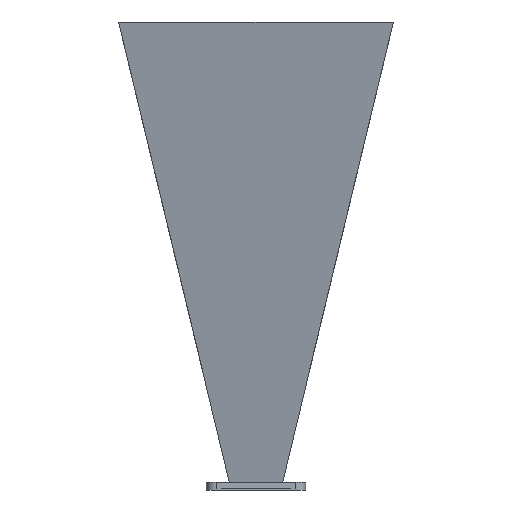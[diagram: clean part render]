
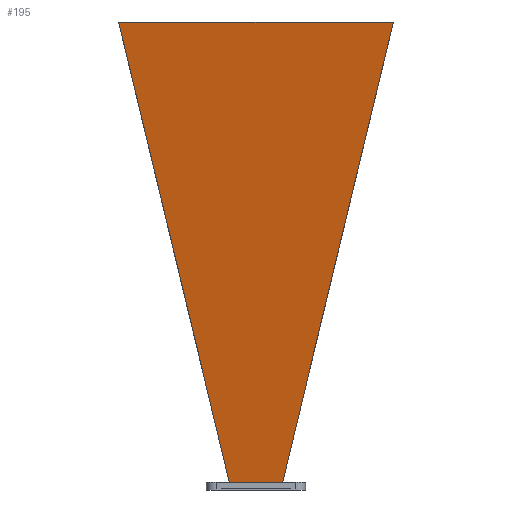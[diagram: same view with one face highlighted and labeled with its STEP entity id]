
A CAD part, front view. The second image highlights one B-rep face of the part: STEP entity #195.
In plain terms, the highlighted planar face has unit normal (0, -0.983, -0.183).
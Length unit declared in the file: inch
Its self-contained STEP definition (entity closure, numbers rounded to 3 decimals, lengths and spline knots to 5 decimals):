
#9 = CARTESIAN_POINT ( 'NONE',  ( 4.41484, -3.20833, 15.041 ) ) ;
#148 = EDGE_CURVE ( 'NONE', #1173, #1365, #725, .T. ) ;
#195 = ADVANCED_FACE ( 'NONE', ( #276 ), #1812, .F. ) ;
#233 = VERTEX_POINT ( 'NONE', #1924 ) ;
#276 = FACE_OUTER_BOUND ( 'NONE', #447, .T. ) ;
#320 = CARTESIAN_POINT ( 'NONE',  ( -0.857, -0.462, 0.25 ) ) ;
#447 = EDGE_LOOP ( 'NONE', ( #1960, #876, #2076, #2160 ) ) ;
#487 = DIRECTION ( 'NONE',  ( 0., 0.983, 0.183 ) ) ;
#527 = CARTESIAN_POINT ( 'NONE',  ( 0., -0.40173, -0.07459 ) ) ;
#554 = VERTEX_POINT ( 'NONE', #9 ) ;
#584 = CARTESIAN_POINT ( 'NONE',  ( -0.28567, -0.462, 0.25 ) ) ;
#725 = LINE ( 'NONE', #320, #2706 ) ;
#826 = CARTESIAN_POINT ( 'NONE',  ( -4.417, -3.20833, 15.041 ) ) ;
#876 = ORIENTED_EDGE ( 'NONE', *, *, #1897, .F. ) ;
#961 = CARTESIAN_POINT ( 'NONE',  ( 0.857, -0.462, 0.25 ) ) ;
#1099 = EDGE_CURVE ( 'NONE', #233, #1173, #2697, .T. ) ;
#1135 = DIRECTION ( 'NONE',  ( 0., 0.183, -0.983 ) ) ;
#1173 = VERTEX_POINT ( 'NONE', #2489 ) ;
#1210 = LINE ( 'NONE', #826, #2243 ) ;
#1237 = EDGE_CURVE ( 'NONE', #233, #554, #2632, .T. ) ;
#1365 = VERTEX_POINT ( 'NONE', #2466 ) ;
#1407 = DIRECTION ( 'NONE',  ( 1., 0., 0. ) ) ;
#1482 = AXIS2_PLACEMENT_3D ( 'NONE', #527, #487, #1135 ) ;
#1545 = DIRECTION ( 'NONE',  ( 0.23, -0.178, 0.957 ) ) ;
#1812 = PLANE ( 'NONE',  #1482 ) ;
#1897 = EDGE_CURVE ( 'NONE', #1365, #554, #1210, .T. ) ;
#1924 = CARTESIAN_POINT ( 'NONE',  ( 0.857, -0.462, 0.25 ) ) ;
#1960 = ORIENTED_EDGE ( 'NONE', *, *, #1237, .T. ) ;
#2033 = DIRECTION ( 'NONE',  ( -0.23, -0.178, 0.957 ) ) ;
#2076 = ORIENTED_EDGE ( 'NONE', *, *, #148, .F. ) ;
#2160 = ORIENTED_EDGE ( 'NONE', *, *, #1099, .F. ) ;
#2243 = VECTOR ( 'NONE', #1407, 39.37008 ) ;
#2275 = CARTESIAN_POINT ( 'NONE',  ( -0.857, -0.462, 0.25 ) ) ;
#2332 = CARTESIAN_POINT ( 'NONE',  ( 0.857, -0.462, 0.25 ) ) ;
#2466 = CARTESIAN_POINT ( 'NONE',  ( -4.41484, -3.20833, 15.041 ) ) ;
#2471 = CARTESIAN_POINT ( 'NONE',  ( 0.28567, -0.462, 0.25 ) ) ;
#2489 = CARTESIAN_POINT ( 'NONE',  ( -0.857, -0.462, 0.25 ) ) ;
#2632 = LINE ( 'NONE', #2332, #2662 ) ;
#2662 = VECTOR ( 'NONE', #1545, 39.37008 ) ;
#2697 = B_SPLINE_CURVE_WITH_KNOTS ( 'NONE', 3,
 ( #961, #2471, #584, #2275 ),
 .UNSPECIFIED., .F., .F.,
 ( 4, 4 ),
 ( 0., 1. ),
 .UNSPECIFIED. ) ;
#2706 = VECTOR ( 'NONE', #2033, 39.37008 ) ;
